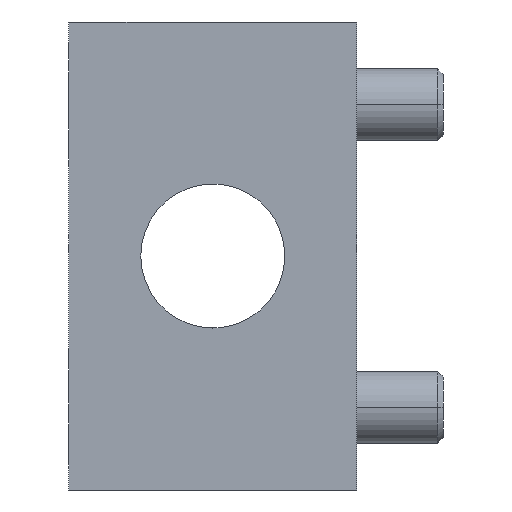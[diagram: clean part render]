
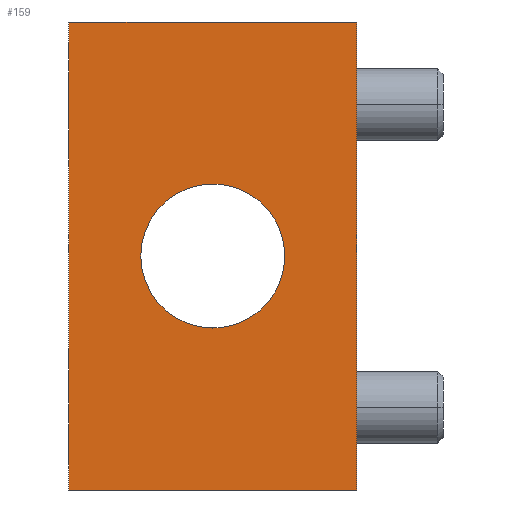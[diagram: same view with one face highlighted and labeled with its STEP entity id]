
A CAD part, left-side view. The second image highlights one B-rep face of the part: STEP entity #159.
In plain terms, the highlighted planar face has unit normal (-1, 0, 0).
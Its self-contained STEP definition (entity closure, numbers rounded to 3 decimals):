
#159=ADVANCED_FACE('',(#297,#298),#299,.F.);
#297=FACE_BOUND('',#551,.T.);
#298=FACE_OUTER_BOUND('',#552,.T.);
#299=PLANE('',#553);
#551=EDGE_LOOP('',(#894,#895));
#552=EDGE_LOOP('',(#896,#897,#898,#899));
#553=AXIS2_PLACEMENT_3D('',#900,#901,#902);
#894=ORIENTED_EDGE('',*,*,#1658,.T.);
#895=ORIENTED_EDGE('',*,*,#1633,.T.);
#896=ORIENTED_EDGE('',*,*,#1672,.T.);
#897=ORIENTED_EDGE('',*,*,#1668,.F.);
#898=ORIENTED_EDGE('',*,*,#1670,.F.);
#899=ORIENTED_EDGE('',*,*,#1664,.F.);
#900=CARTESIAN_POINT('',(-68.0,0.0,0.0));
#901=DIRECTION('',(1.0,0.0,0.0));
#902=DIRECTION('',(0.0,0.0,-1.0));
#1633=EDGE_CURVE('',#1895,#1899,#1901,.T.);
#1658=EDGE_CURVE('',#1899,#1895,#1942,.T.);
#1664=EDGE_CURVE('',#1949,#1951,#1952,.T.);
#1668=EDGE_CURVE('',#1957,#1959,#1960,.T.);
#1670=EDGE_CURVE('',#1951,#1957,#1962,.T.);
#1672=EDGE_CURVE('',#1949,#1959,#1964,.T.);
#1895=VERTEX_POINT('',#2329);
#1899=VERTEX_POINT('',#2334);
#1901=CIRCLE('',#2337,10.0);
#1942=CIRCLE('',#2386,10.0);
#1949=VERTEX_POINT('',#2394);
#1951=VERTEX_POINT('',#2397);
#1952=LINE('',#2398,#2399);
#1957=VERTEX_POINT('',#2406);
#1959=VERTEX_POINT('',#2409);
#1960=LINE('',#2410,#2411);
#1962=LINE('',#2414,#2415);
#1964=LINE('',#2418,#2419);
#2329=CARTESIAN_POINT('',(-68.0,0.,-10.0));
#2334=CARTESIAN_POINT('',(-68.0,0.,10.0));
#2337=AXIS2_PLACEMENT_3D('',#2907,#2908,#2909);
#2386=AXIS2_PLACEMENT_3D('',#2966,#2967,#2968);
#2394=CARTESIAN_POINT('',(-68.0,20.0,32.5));
#2397=CARTESIAN_POINT('',(-68.0,-20.0,32.5));
#2398=CARTESIAN_POINT('',(-68.0,0.0,32.5));
#2399=VECTOR('',#2980,1.0);
#2406=CARTESIAN_POINT('',(-68.0,-20.0,-32.5));
#2409=CARTESIAN_POINT('',(-68.0,20.0,-32.5));
#2410=CARTESIAN_POINT('',(-68.0,0.0,-32.5));
#2411=VECTOR('',#2984,1.0);
#2414=CARTESIAN_POINT('',(-68.0,-20.0,0.0));
#2415=VECTOR('',#2986,1.0);
#2418=CARTESIAN_POINT('',(-68.0,20.0,0.0));
#2419=VECTOR('',#2988,1.0);
#2907=CARTESIAN_POINT('',(-68.0,0.0,0.0));
#2908=DIRECTION('',(1.0,0.0,0.0));
#2909=DIRECTION('',(0.0,0.0,-1.0));
#2966=CARTESIAN_POINT('',(-68.0,0.0,0.0));
#2967=DIRECTION('',(1.0,0.0,0.0));
#2968=DIRECTION('',(0.0,0.0,-1.0));
#2980=DIRECTION('',(0.0,-1.0,0.0));
#2984=DIRECTION('',(0.0,1.0,0.0));
#2986=DIRECTION('',(0.0,0.0,-1.0));
#2988=DIRECTION('',(0.0,0.0,-1.0));
